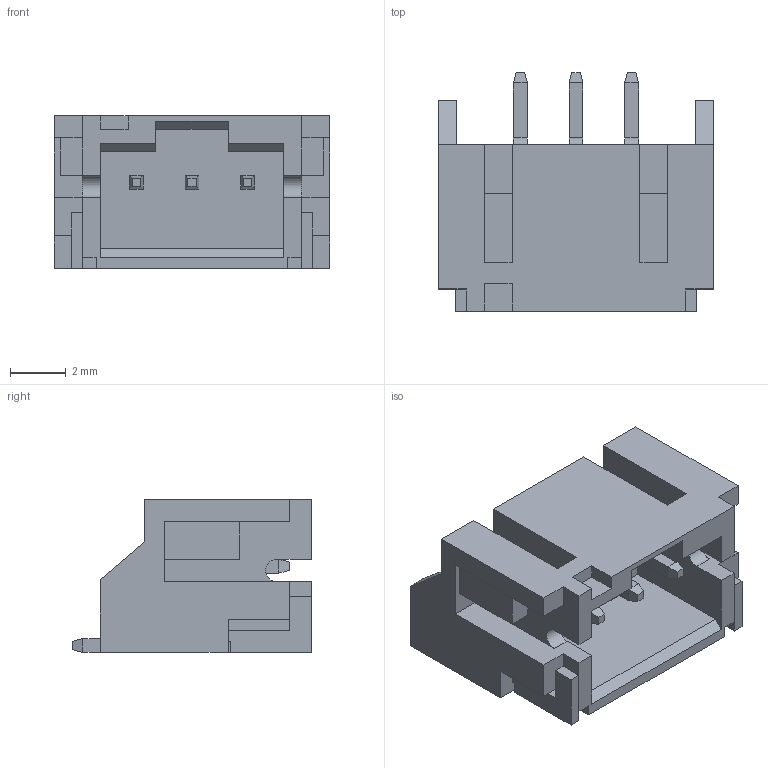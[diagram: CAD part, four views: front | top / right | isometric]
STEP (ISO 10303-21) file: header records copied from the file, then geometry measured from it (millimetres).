
FILE_DESCRIPTION(('STEP AP214'), '1');
FILE_NAME('SxB-PH-SM4-TB', '', ('UNSPECIFIED'), ('UNSPECIFIED'), 'ASCON STEP Converter 1.6', 'ASCON Math Kernel', '');
FILE_SCHEMA(('AUTOMOTIVE_DESIGN { 1 0 10303 214 3 1 1}'));
Length unit declared in the file: millimetre
Bounding box: 9.9 x 8.6 x 5.5 mm (x, y, z)
Volume: 189.7 mm3; surface area: 521.6 mm2
Topology: 3 solids, 3 shells, 181 faces, 487 edges, 314 vertices
Faces by surface type: plane 167, cylinder 14
Entity records: 7047 total; most frequent: CARTESIAN_POINT 983, ORIENTED_EDGE 974, DIRECTION 885, EDGE_CURVE 487, LINE 453, VECTOR 453, VERTEX_POINT 314, AXIS2_PLACEMENT_3D 216
